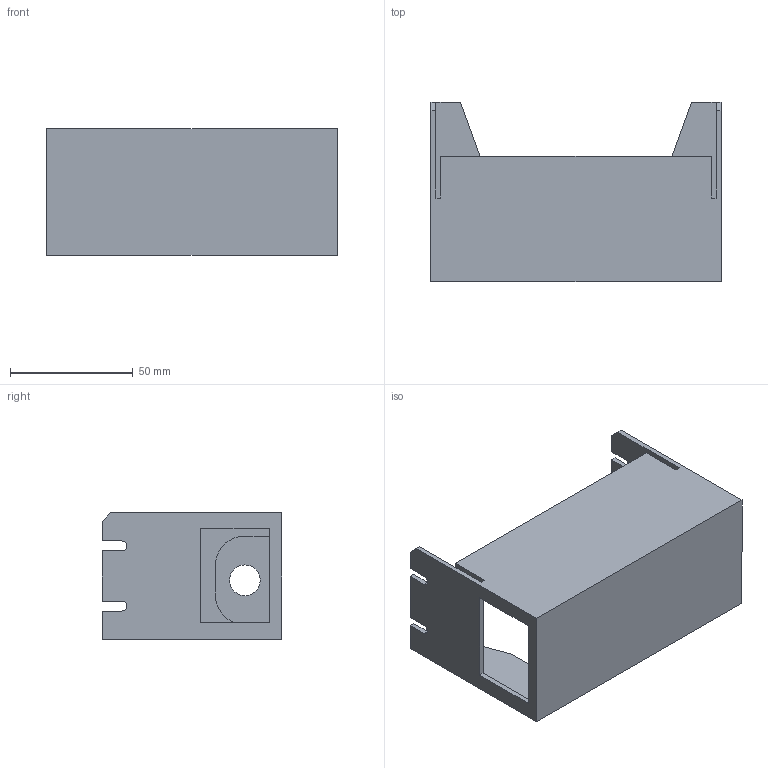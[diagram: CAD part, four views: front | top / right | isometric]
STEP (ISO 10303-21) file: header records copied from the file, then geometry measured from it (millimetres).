
FILE_DESCRIPTION (( 'STEP AP203' ), '1' );
FILE_NAME ('power supply cover (no fuse 12v switch).STEP', '2019-01-01T17:59:46', ( '' ), ( '' ), 'SwSTEP 2.0', 'SolidWorks 2018', '' );
FILE_SCHEMA (( 'CONFIG_CONTROL_DESIGN' ));
Length unit declared in the file: millimetre
Products named in the file (1): power supply cover (no fuse 12v switch)
Bounding box: 118 x 73 x 51.5 mm (x, y, z)
Volume: 52437.4 mm3; surface area: 44136.3 mm2
Topology: 1 solids, 1 shells, 65 faces, 182 edges, 120 vertices
Faces by surface type: plane 50, cylinder 12, cone 3
Entity records: 2157 total; most frequent: CARTESIAN_POINT 368, ORIENTED_EDGE 364, DIRECTION 342, EDGE_CURVE 182, VECTOR 154, LINE 154, VERTEX_POINT 120, AXIS2_PLACEMENT_3D 94
